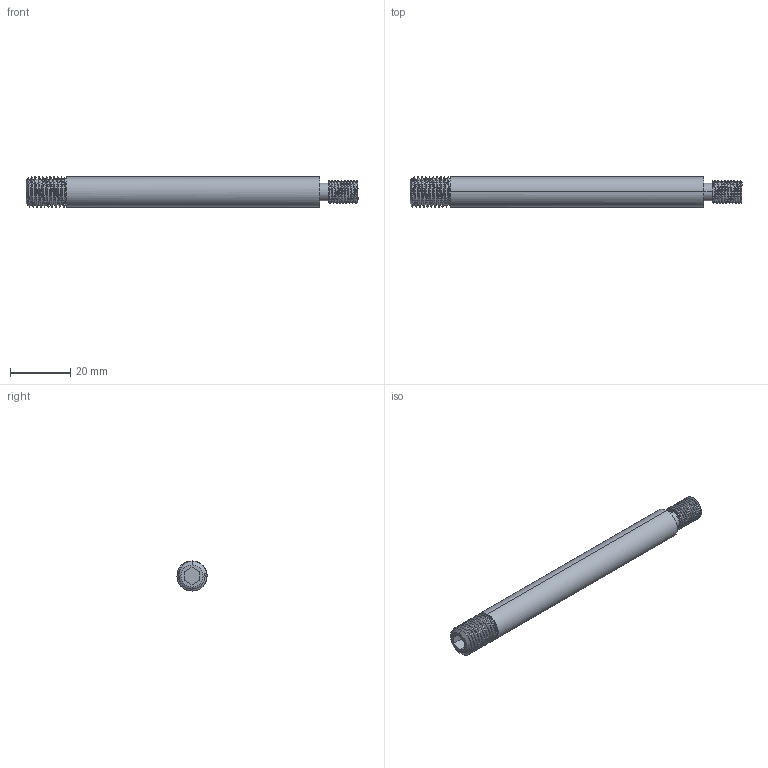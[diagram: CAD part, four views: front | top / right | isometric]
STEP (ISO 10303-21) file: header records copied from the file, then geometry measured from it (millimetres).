
FILE_DESCRIPTION (( 'STEP AP214' ), '1' );
FILE_NAME ('STEP axle bn270 stock full 10mm.STEP', '2021-11-19T06:29:12', ( '' ), ( '' ), 'SwSTEP 2.0', 'SolidWorks 2019', '' );
FILE_SCHEMA (( 'AUTOMOTIVE_DESIGN' ));
Length unit declared in the file: millimetre
Products named in the file (1): STEP axle bn270 stock full 10mm
Bounding box: 110.3 x 10 x 10 mm (x, y, z)
Volume: 7890 mm3; surface area: 3949 mm2
Topology: 1 solids, 1 shells, 74 faces, 200 edges, 132 vertices
Faces by surface type: cylinder 46, plane 14, cone 7, bspline 7
Entity records: 5840 total; most frequent: CARTESIAN_POINT 4247, ORIENTED_EDGE 400, DIRECTION 254, EDGE_CURVE 200, VERTEX_POINT 132, AXIS2_PLACEMENT_3D 93, EDGE_LOOP 78, FACE_OUTER_BOUND 74
